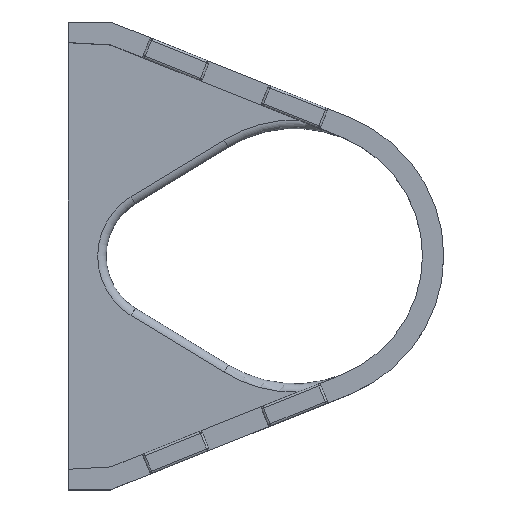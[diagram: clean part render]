
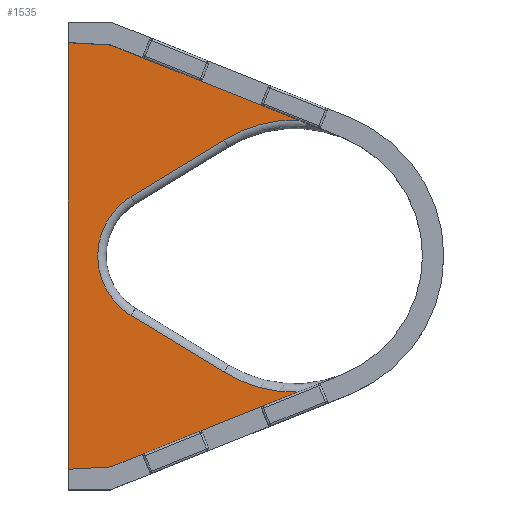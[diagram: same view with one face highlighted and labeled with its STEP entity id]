
A CAD part, top view. The second image highlights one B-rep face of the part: STEP entity #1535.
In plain terms, the highlighted planar face has unit normal (0, 0, 1).
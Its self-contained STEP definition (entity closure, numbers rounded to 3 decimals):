
#65=PLANE('',#1731);
#67=LINE('',#2250,#199);
#69=LINE('',#2262,#201);
#185=LINE('',#2657,#317);
#191=LINE('',#2667,#323);
#193=LINE('',#2670,#325);
#195=LINE('',#2674,#327);
#196=LINE('',#2676,#328);
#199=VECTOR('',#1747,10.);
#201=VECTOR('',#1761,10.);
#317=VECTOR('',#2195,10.);
#323=VECTOR('',#2207,10.);
#325=VECTOR('',#2211,10.);
#327=VECTOR('',#2215,10.);
#328=VECTOR('',#2218,10.);
#465=FACE_OUTER_BOUND('',#560,.T.);
#560=EDGE_LOOP('',(#1418,#1419,#1420,#1421,#1422,#1423,#1424,#1425,#1426,
#1427));
#565=CIRCLE('',#1553,32.);
#569=CIRCLE('',#1559,16.383);
#572=CIRCLE('',#1564,32.);
#650=VERTEX_POINT('',#2234);
#651=VERTEX_POINT('',#2236);
#654=VERTEX_POINT('',#2248);
#656=VERTEX_POINT('',#2254);
#658=VERTEX_POINT('',#2260);
#660=VERTEX_POINT('',#2266);
#771=VERTEX_POINT('',#2654);
#772=VERTEX_POINT('',#2656);
#773=VERTEX_POINT('',#2666);
#774=VERTEX_POINT('',#2672);
#776=EDGE_CURVE('',#650,#651,#565,.T.);
#780=EDGE_CURVE('',#654,#650,#67,.T.);
#783=EDGE_CURVE('',#656,#654,#569,.T.);
#786=EDGE_CURVE('',#658,#656,#69,.T.);
#789=EDGE_CURVE('',#660,#658,#572,.T.);
#982=EDGE_CURVE('',#772,#771,#185,.T.);
#988=EDGE_CURVE('',#771,#773,#191,.T.);
#990=EDGE_CURVE('',#773,#651,#193,.T.);
#992=EDGE_CURVE('',#660,#774,#195,.T.);
#993=EDGE_CURVE('',#774,#772,#196,.T.);
#1418=ORIENTED_EDGE('',*,*,#789,.F.);
#1419=ORIENTED_EDGE('',*,*,#992,.T.);
#1420=ORIENTED_EDGE('',*,*,#993,.T.);
#1421=ORIENTED_EDGE('',*,*,#982,.T.);
#1422=ORIENTED_EDGE('',*,*,#988,.T.);
#1423=ORIENTED_EDGE('',*,*,#990,.T.);
#1424=ORIENTED_EDGE('',*,*,#776,.F.);
#1425=ORIENTED_EDGE('',*,*,#780,.F.);
#1426=ORIENTED_EDGE('',*,*,#783,.F.);
#1427=ORIENTED_EDGE('',*,*,#786,.F.);
#1535=ADVANCED_FACE('',(#465),#65,.T.);
#1553=AXIS2_PLACEMENT_3D('',#2237,#1739,#1740);
#1559=AXIS2_PLACEMENT_3D('',#2256,#1753,#1754);
#1564=AXIS2_PLACEMENT_3D('',#2273,#1765,#1766);
#1731=AXIS2_PLACEMENT_3D('',#2682,#2227,#2228);
#1739=DIRECTION('center_axis',(0.,0.,1.));
#1740=DIRECTION('ref_axis',(-0.084,-0.997,0.));
#1747=DIRECTION('',(0.854,-0.521,0.));
#1753=DIRECTION('center_axis',(0.,0.,1.));
#1754=DIRECTION('ref_axis',(-1.,0.,0.));
#1761=DIRECTION('',(-0.854,-0.521,0.));
#1765=DIRECTION('center_axis',(0.,0.,1.));
#1766=DIRECTION('ref_axis',(-0.084,0.997,0.));
#2195=DIRECTION('',(0.,-1.,0.));
#2207=DIRECTION('',(0.998,0.055,0.));
#2211=DIRECTION('',(0.929,0.371,0.));
#2215=DIRECTION('',(-0.929,0.371,0.));
#2218=DIRECTION('',(-0.998,0.055,0.));
#2227=DIRECTION('center_axis',(0.,0.,1.));
#2228=DIRECTION('ref_axis',(1.,0.,0.));
#2234=CARTESIAN_POINT('',(-16.658,-27.322,0.));
#2236=CARTESIAN_POINT('',(0.794,-31.99,0.));
#2237=CARTESIAN_POINT('Origin',(0.,0.,
0.));
#2248=CARTESIAN_POINT('',(-38.528,-13.988,0.));
#2250=CARTESIAN_POINT('',(-30.929,-18.621,0.));
#2254=CARTESIAN_POINT('',(-38.528,13.988,0.));
#2256=CARTESIAN_POINT('Origin',(-30.,0.,0.));
#2260=CARTESIAN_POINT('',(-16.658,27.322,0.));
#2262=CARTESIAN_POINT('',(-19.994,25.289,0.));
#2266=CARTESIAN_POINT('',(0.794,31.99,0.));
#2273=CARTESIAN_POINT('Origin',(0.,0.,
0.));
#2654=CARTESIAN_POINT('',(-53.301,-50.161,0.));
#2656=CARTESIAN_POINT('',(-53.301,50.161,0.));
#2657=CARTESIAN_POINT('',(-53.301,55.,0.));
#2666=CARTESIAN_POINT('',(-43.285,-49.609,0.));
#2667=CARTESIAN_POINT('',(-24.906,-48.595,0.));
#2670=CARTESIAN_POINT('',(7.19,-29.434,0.));
#2672=CARTESIAN_POINT('',(-43.285,49.609,0.));
#2674=CARTESIAN_POINT('',(-20.02,40.31,0.));
#2676=CARTESIAN_POINT('',(-29.914,48.871,0.));
#2682=CARTESIAN_POINT('Origin',(-9.151,0.,
0.));
